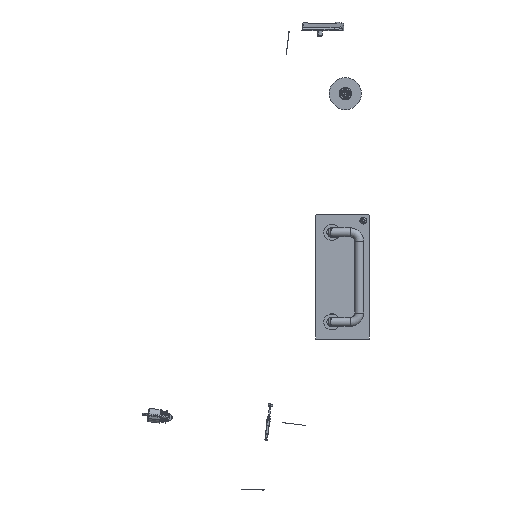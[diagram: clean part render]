
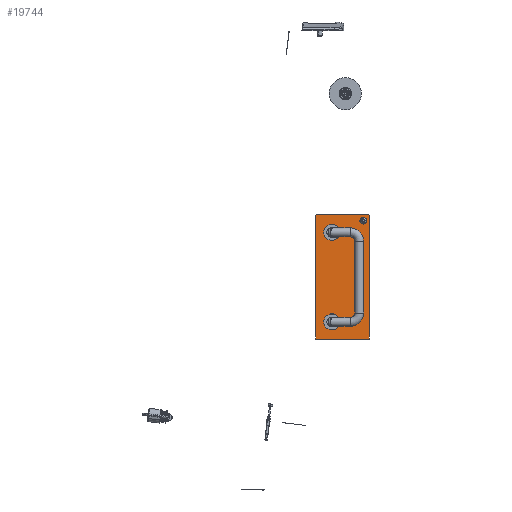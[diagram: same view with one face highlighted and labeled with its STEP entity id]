
A CAD part, left-side view. The second image highlights one B-rep face of the part: STEP entity #19744.
In plain terms, the highlighted face is planar.
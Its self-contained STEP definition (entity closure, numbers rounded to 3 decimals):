
#399 = DIRECTION ( 'NONE',  ( -0.707, 0., -0.707 ) ) ;
#520 = CARTESIAN_POINT ( 'NONE',  ( 50., 1., -16.1 ) ) ;
#918 = ORIENTED_EDGE ( 'NONE', *, *, #33027, .T. ) ;
#1295 = ORIENTED_EDGE ( 'NONE', *, *, #11819, .T. ) ;
#2319 = VERTEX_POINT ( 'NONE', #38072 ) ;
#2347 = ORIENTED_EDGE ( 'NONE', *, *, #33520, .F. ) ;
#2549 = EDGE_LOOP ( 'NONE', ( #15553, #2347 ) ) ;
#2594 = VECTOR ( 'NONE', #8927, 1000. ) ;
#2776 = CARTESIAN_POINT ( 'NONE',  ( 69., 1., -30. ) ) ;
#2956 = VECTOR ( 'NONE', #28504, 1000. ) ;
#2990 = DIRECTION ( 'NONE',  ( 0., 1., 0. ) ) ;
#3086 = CARTESIAN_POINT ( 'NONE',  ( 63., 1., 21.35 ) ) ;
#3193 = FACE_BOUND ( 'NONE', #18152, .T. ) ;
#4110 = AXIS2_PLACEMENT_3D ( 'NONE', #16089, #12868, #26024 ) ;
#4117 = CARTESIAN_POINT ( 'NONE',  ( 70., 1., 29. ) ) ;
#4193 = AXIS2_PLACEMENT_3D ( 'NONE', #37005, #34192, #7626 ) ;
#4201 = VERTEX_POINT ( 'NONE', #13520 ) ;
#5096 = CIRCLE ( 'NONE', #14359, 4.1 ) ;
#5150 = CARTESIAN_POINT ( 'NONE',  ( -70., 1., -29. ) ) ;
#5381 = ORIENTED_EDGE ( 'NONE', *, *, #26473, .F. ) ;
#5422 = EDGE_CURVE ( 'NONE', #25800, #26432, #24874, .T. ) ;
#5976 = VERTEX_POINT ( 'NONE', #5150 ) ;
#6169 = VERTEX_POINT ( 'NONE', #3086 ) ;
#6611 = DIRECTION ( 'NONE',  ( -1., 0., 0. ) ) ;
#6715 = CARTESIAN_POINT ( 'NONE',  ( -70., 1., 30. ) ) ;
#7499 = CARTESIAN_POINT ( 'NONE',  ( 50., 1., -12. ) ) ;
#7626 = DIRECTION ( 'NONE',  ( 0., 0., -1. ) ) ;
#8607 = DIRECTION ( 'NONE',  ( 1., 0., 0. ) ) ;
#8927 = DIRECTION ( 'NONE',  ( 0.707, 0., -0.707 ) ) ;
#9455 = AXIS2_PLACEMENT_3D ( 'NONE', #7499, #10705, #37444 ) ;
#9652 = VECTOR ( 'NONE', #8607, 1000. ) ;
#9666 = EDGE_CURVE ( 'NONE', #25768, #29854, #36319, .T. ) ;
#9705 = CARTESIAN_POINT ( 'NONE',  ( -70., 1., 29. ) ) ;
#9876 = DIRECTION ( 'NONE',  ( 0., 0., 1. ) ) ;
#10705 = DIRECTION ( 'NONE',  ( 0., 1., 0. ) ) ;
#10849 = CARTESIAN_POINT ( 'NONE',  ( 69., 1., 30. ) ) ;
#11066 = EDGE_CURVE ( 'NONE', #20062, #39219, #19825, .T. ) ;
#11552 = CARTESIAN_POINT ( 'NONE',  ( -50., 1., -12. ) ) ;
#11819 = EDGE_CURVE ( 'NONE', #21644, #25768, #21902, .T. ) ;
#12132 = LINE ( 'NONE', #34196, #12953 ) ;
#12359 = CIRCLE ( 'NONE', #9455, 4.1 ) ;
#12868 = DIRECTION ( 'NONE',  ( 0., 1., 0. ) ) ;
#12953 = VECTOR ( 'NONE', #37581, 1000. ) ;
#13151 = EDGE_LOOP ( 'NONE', ( #16252, #21883 ) ) ;
#13294 = CARTESIAN_POINT ( 'NONE',  ( -69., 1., 30. ) ) ;
#13520 = CARTESIAN_POINT ( 'NONE',  ( 50., 1., -7.9 ) ) ;
#14359 = AXIS2_PLACEMENT_3D ( 'NONE', #16711, #29875, #9876 ) ;
#14624 = FACE_BOUND ( 'NONE', #13151, .T. ) ;
#15362 = CARTESIAN_POINT ( 'NONE',  ( 50., 1., -12. ) ) ;
#15553 = ORIENTED_EDGE ( 'NONE', *, *, #28198, .F. ) ;
#16089 = CARTESIAN_POINT ( 'NONE',  ( 63., 1., 23. ) ) ;
#16239 = FACE_BOUND ( 'NONE', #2549, .T. ) ;
#16252 = ORIENTED_EDGE ( 'NONE', *, *, #20804, .F. ) ;
#16711 = CARTESIAN_POINT ( 'NONE',  ( -50., 1., -12. ) ) ;
#16742 = FACE_OUTER_BOUND ( 'NONE', #42010, .T. ) ;
#17844 = VECTOR ( 'NONE', #399, 1000. ) ;
#17900 = EDGE_CURVE ( 'NONE', #4201, #41178, #12359, .T. ) ;
#17939 = AXIS2_PLACEMENT_3D ( 'NONE', #15362, #42009, #28209 ) ;
#18152 = EDGE_LOOP ( 'NONE', ( #33774, #5381 ) ) ;
#18825 = DIRECTION ( 'NONE',  ( 0., 0., 1. ) ) ;
#19744 = ADVANCED_FACE ( 'NONE', ( #3193, #16239, #16742, #14624 ), #27158, .F. ) ;
#19825 = LINE ( 'NONE', #32755, #37105 ) ;
#20020 = CARTESIAN_POINT ( 'NONE',  ( 63., 1., 23. ) ) ;
#20062 = VERTEX_POINT ( 'NONE', #2776 ) ;
#20401 = CARTESIAN_POINT ( 'NONE',  ( 69., 1., -30. ) ) ;
#20802 = CIRCLE ( 'NONE', #37539, 1.65 ) ;
#20804 = EDGE_CURVE ( 'NONE', #2319, #6169, #20802, .T. ) ;
#20931 = VERTEX_POINT ( 'NONE', #37016 ) ;
#20948 = ORIENTED_EDGE ( 'NONE', *, *, #5422, .T. ) ;
#21179 = LINE ( 'NONE', #6715, #39486 ) ;
#21359 = CARTESIAN_POINT ( 'NONE',  ( 70., 1., -29. ) ) ;
#21644 = VERTEX_POINT ( 'NONE', #9705 ) ;
#21883 = ORIENTED_EDGE ( 'NONE', *, *, #34885, .F. ) ;
#21902 = LINE ( 'NONE', #24042, #28665 ) ;
#22979 = EDGE_CURVE ( 'NONE', #5976, #21644, #21179, .T. ) ;
#23615 = DIRECTION ( 'NONE',  ( 0.707, 0., 0.707 ) ) ;
#24042 = CARTESIAN_POINT ( 'NONE',  ( -69., 1., 30. ) ) ;
#24715 = CARTESIAN_POINT ( 'NONE',  ( -69., 1., -30. ) ) ;
#24874 = LINE ( 'NONE', #38356, #2956 ) ;
#25768 = VERTEX_POINT ( 'NONE', #13294 ) ;
#25800 = VERTEX_POINT ( 'NONE', #30402 ) ;
#26024 = DIRECTION ( 'NONE',  ( 0., 0., 1. ) ) ;
#26196 = LINE ( 'NONE', #20401, #17844 ) ;
#26432 = VERTEX_POINT ( 'NONE', #21359 ) ;
#26473 = EDGE_CURVE ( 'NONE', #41178, #4201, #31468, .T. ) ;
#27158 = PLANE ( 'NONE',  #4193 ) ;
#27956 = ORIENTED_EDGE ( 'NONE', *, *, #9666, .T. ) ;
#28192 = DIRECTION ( 'NONE',  ( 0., 1., 0. ) ) ;
#28198 = EDGE_CURVE ( 'NONE', #20931, #30317, #42543, .T. ) ;
#28209 = DIRECTION ( 'NONE',  ( 0., 0., -1. ) ) ;
#28504 = DIRECTION ( 'NONE',  ( 0., 0., -1. ) ) ;
#28665 = VECTOR ( 'NONE', #23615, 1000. ) ;
#29854 = VERTEX_POINT ( 'NONE', #10849 ) ;
#29875 = DIRECTION ( 'NONE',  ( 0., 1., 0. ) ) ;
#30079 = DIRECTION ( 'NONE',  ( 0., 0., 1. ) ) ;
#30305 = CIRCLE ( 'NONE', #4110, 1.65 ) ;
#30317 = VERTEX_POINT ( 'NONE', #40317 ) ;
#30402 = CARTESIAN_POINT ( 'NONE',  ( 70., 1., 29. ) ) ;
#30895 = AXIS2_PLACEMENT_3D ( 'NONE', #11552, #28192, #18825 ) ;
#31468 = CIRCLE ( 'NONE', #17939, 4.1 ) ;
#31543 = EDGE_CURVE ( 'NONE', #39219, #5976, #12132, .T. ) ;
#32755 = CARTESIAN_POINT ( 'NONE',  ( -70., 1., -30. ) ) ;
#32881 = LINE ( 'NONE', #4117, #2594 ) ;
#33027 = EDGE_CURVE ( 'NONE', #26432, #20062, #26196, .T. ) ;
#33520 = EDGE_CURVE ( 'NONE', #30317, #20931, #5096, .T. ) ;
#33774 = ORIENTED_EDGE ( 'NONE', *, *, #17900, .F. ) ;
#34099 = EDGE_CURVE ( 'NONE', #29854, #25800, #32881, .T. ) ;
#34192 = DIRECTION ( 'NONE',  ( 0., -1., 0. ) ) ;
#34196 = CARTESIAN_POINT ( 'NONE',  ( -70., 1., -29. ) ) ;
#34885 = EDGE_CURVE ( 'NONE', #6169, #2319, #30305, .T. ) ;
#36142 = ORIENTED_EDGE ( 'NONE', *, *, #34099, .T. ) ;
#36319 = LINE ( 'NONE', #38706, #9652 ) ;
#37005 = CARTESIAN_POINT ( 'NONE',  ( 70., 1., -30. ) ) ;
#37016 = CARTESIAN_POINT ( 'NONE',  ( -50., 1., -7.9 ) ) ;
#37105 = VECTOR ( 'NONE', #6611, 1000. ) ;
#37444 = DIRECTION ( 'NONE',  ( 0., 0., -1. ) ) ;
#37539 = AXIS2_PLACEMENT_3D ( 'NONE', #20020, #2990, #43210 ) ;
#37581 = DIRECTION ( 'NONE',  ( -0.707, 0., 0.707 ) ) ;
#38072 = CARTESIAN_POINT ( 'NONE',  ( 63., 1., 24.65 ) ) ;
#38356 = CARTESIAN_POINT ( 'NONE',  ( 70., 1., 30. ) ) ;
#38706 = CARTESIAN_POINT ( 'NONE',  ( -70., 1., 30. ) ) ;
#39035 = ORIENTED_EDGE ( 'NONE', *, *, #22979, .T. ) ;
#39219 = VERTEX_POINT ( 'NONE', #24715 ) ;
#39486 = VECTOR ( 'NONE', #30079, 1000. ) ;
#40317 = CARTESIAN_POINT ( 'NONE',  ( -50., 1., -16.1 ) ) ;
#40489 = ORIENTED_EDGE ( 'NONE', *, *, #11066, .T. ) ;
#41178 = VERTEX_POINT ( 'NONE', #520 ) ;
#41876 = ORIENTED_EDGE ( 'NONE', *, *, #31543, .T. ) ;
#42009 = DIRECTION ( 'NONE',  ( 0., 1., 0. ) ) ;
#42010 = EDGE_LOOP ( 'NONE', ( #20948, #918, #40489, #41876, #39035, #1295, #27956, #36142 ) ) ;
#42543 = CIRCLE ( 'NONE', #30895, 4.1 ) ;
#43210 = DIRECTION ( 'NONE',  ( 0., 0., 1. ) ) ;
